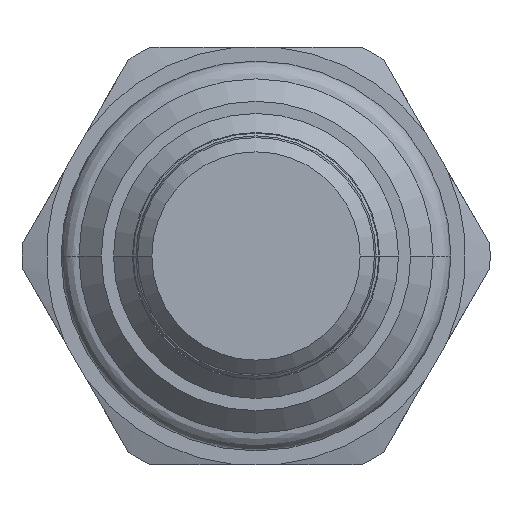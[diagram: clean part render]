
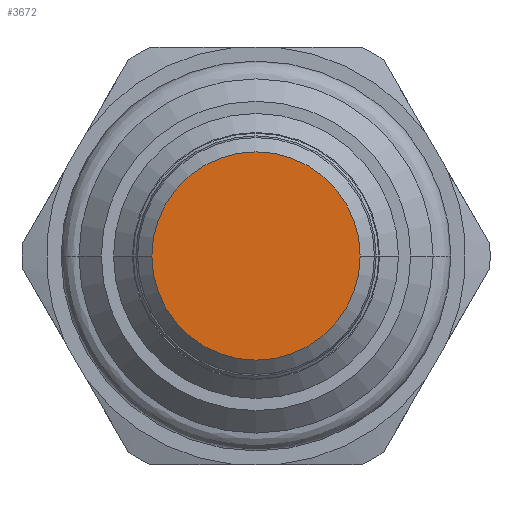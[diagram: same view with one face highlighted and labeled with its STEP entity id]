
A CAD part, front view. The second image highlights one B-rep face of the part: STEP entity #3672.
In plain terms, the highlighted planar face has unit normal (0, -1, 0).
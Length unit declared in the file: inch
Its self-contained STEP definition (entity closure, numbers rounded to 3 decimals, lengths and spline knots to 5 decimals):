
#1364=CARTESIAN_POINT('',(0.,-1.091,0.));
#1365=DIRECTION('',(0.,1.,0.));
#1366=DIRECTION('',(-1.,0.,0.));
#1367=AXIS2_PLACEMENT_3D('',#1364,#1365,#1366);
#1382=CARTESIAN_POINT('',(0.,-1.091,0.));
#1383=DIRECTION('',(0.,1.,0.));
#1384=DIRECTION('',(1.,0.,0.));
#1385=AXIS2_PLACEMENT_3D('',#1382,#1383,#1384);
#1533=CARTESIAN_POINT('',(0.2185,-1.091,0.));
#1534=CARTESIAN_POINT('',(-0.2185,-1.091,0.));
#1535=VERTEX_POINT('',#1533);
#1536=VERTEX_POINT('',#1534);
#3662=CARTESIAN_POINT('',(0.,-1.091,0.));
#3663=DIRECTION('',(0.,1.,0.));
#3664=DIRECTION('',(1.,0.,0.));
#3665=AXIS2_PLACEMENT_3D('',#3662,#3663,#3664);
#3666=PLANE('',#3665);
#3668=ORIENTED_EDGE('',*,*,#3667,.T.);
#3669=ORIENTED_EDGE('',*,*,#3652,.T.);
#3670=EDGE_LOOP('',(#3668,#3669));
#3671=FACE_OUTER_BOUND('',#3670,.F.);
#3672=ADVANCED_FACE('',(#3671),#3666,.F.);
#1368=CIRCLE('',#1367,0.2185);
#1386=CIRCLE('',#1385,0.2185);
#3652=EDGE_CURVE('',#1536,#1535,#1368,.T.);
#3667=EDGE_CURVE('',#1535,#1536,#1386,.T.);
